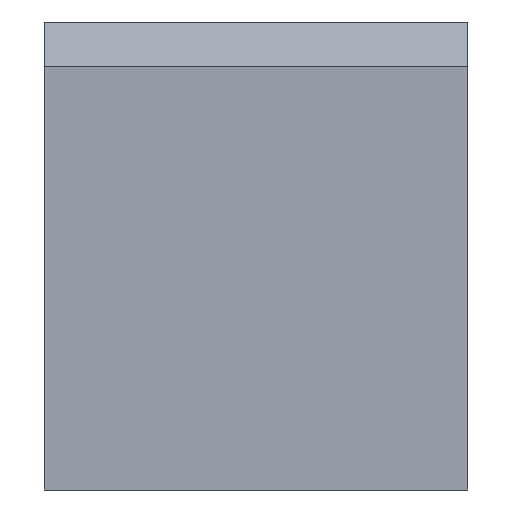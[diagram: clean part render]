
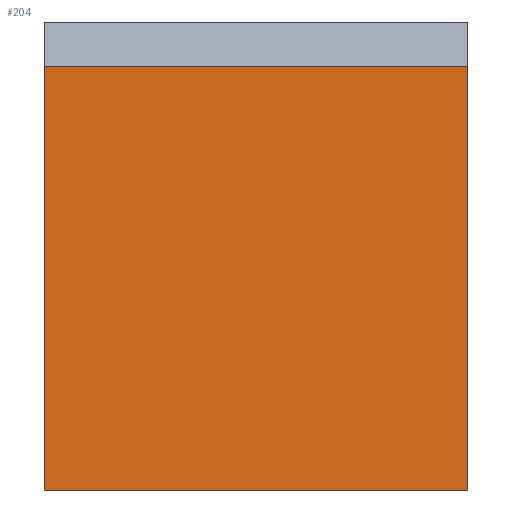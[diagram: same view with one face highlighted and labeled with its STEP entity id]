
A CAD part, front view. The second image highlights one B-rep face of the part: STEP entity #204.
In plain terms, the highlighted planar face has unit normal (0, -1, 0).
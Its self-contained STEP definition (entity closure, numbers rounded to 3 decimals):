
#129=CARTESIAN_POINT('',(30.669,-169.977,-32.0));
#130=VERTEX_POINT('',#129);
#152=CARTESIAN_POINT('',(30.669,-169.977,0.0));
#153=VERTEX_POINT('',#152);
#160=CARTESIAN_POINT('',(30.669,-169.977,-12.6));
#161=DIRECTION('',(0.0,0.0,-1.0));
#162=VECTOR('',#161,1.0);
#163=LINE('',#160,#162);
#164=EDGE_CURVE('n� 1054',#153,#130,#163,.T.);
#174=CARTESIAN_POINT('',(-1.331,-169.977,0.0));
#175=VERTEX_POINT('',#174);
#176=CARTESIAN_POINT('',(-1.331,-169.977,-32.0));
#177=VERTEX_POINT('',#176);
#178=CARTESIAN_POINT('',(-1.331,-169.977,-12.6));
#179=DIRECTION('',(0.0,0.0,-1.0));
#180=VECTOR('',#179,1.0);
#181=LINE('',#178,#180);
#182=EDGE_CURVE('n� 1065',#175,#177,#181,.T.);
#183=ORIENTED_EDGE('',*,*,#182,.T.);
#184=CARTESIAN_POINT('',(11.269,-169.977,-32.0));
#185=DIRECTION('',(-1.0,0.0,0.0));
#186=VECTOR('',#185,1.0);
#187=LINE('',#184,#186);
#188=EDGE_CURVE('n� 1069',#130,#177,#187,.T.);
#189=ORIENTED_EDGE('',*,*,#188,.F.);
#190=ORIENTED_EDGE('',*,*,#164,.F.);
#191=CARTESIAN_POINT('',(11.269,-169.977,0.0));
#192=DIRECTION('',(-1.0,0.0,0.0));
#193=VECTOR('',#192,1.0);
#194=LINE('',#191,#193);
#195=EDGE_CURVE('n� 1075',#153,#175,#194,.T.);
#196=ORIENTED_EDGE('',*,*,#195,.T.);
#197=EDGE_LOOP('',(#183,#189,#190,#196));
#198=FACE_OUTER_BOUND('',#197,.T.);
#199=CARTESIAN_POINT('',(11.269,-169.977,-12.6));
#200=DIRECTION('',(0.0,1.0,0.0));
#201=DIRECTION('',(-1.0,0.0,0.0));
#202=AXIS2_PLACEMENT_3D('',#199,#200,#201);
#203=PLANE('',#202);
#204=ADVANCED_FACE('n� 1056',(#198),#203,.F.);
